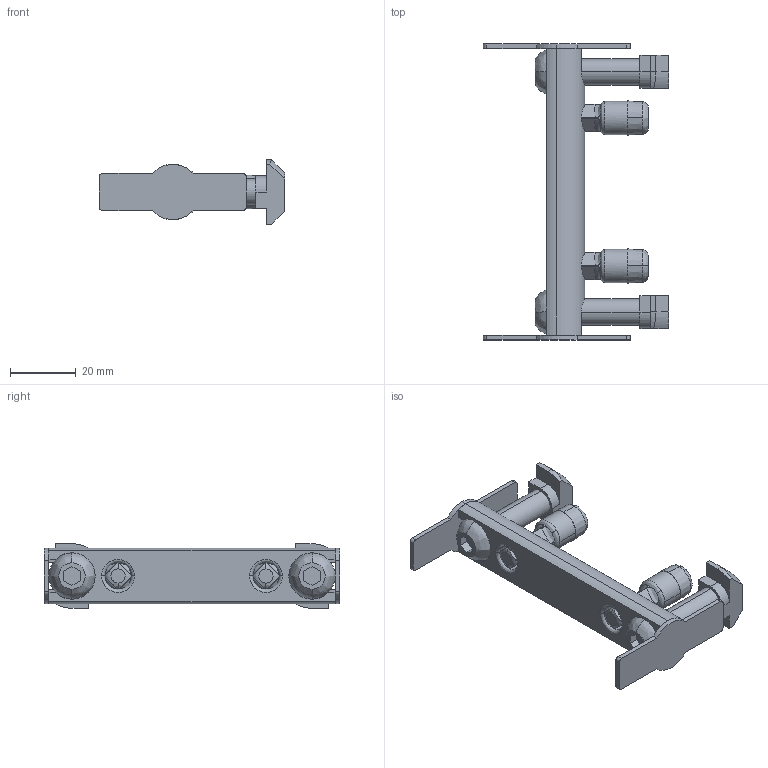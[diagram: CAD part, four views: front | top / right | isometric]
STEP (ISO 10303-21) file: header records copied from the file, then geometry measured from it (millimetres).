
FILE_DESCRIPTION (( 'STEP AP203' ), '1' );
FILE_NAME ('3_842_500_923_Bosch.step', '2024-06-04T13:15:40', ( '' ), ( '' ), 'SwSTEP 2.0', 'SolidWorks 2014', '' );
FILE_SCHEMA (( 'CONFIG_CONTROL_DESIGN' ));
Length unit declared in the file: millimetre
Products named in the file (8): 2_6; 1_6; 5_6; 3_6; 3_842_500_923_Bosch; 6_6; 4_6; 7_6
Assembly tree (7 placements, depth 2):
  3_842_500_923_Bosch
    1_6
    2_6
    3_6
    4_6
    5_6
    6_6
    7_6
Bounding box: 56.27 x 90 x 19.6 mm (x, y, z)
Volume: 22373.3 mm3; surface area: 13654.9 mm2
Topology: 7 solids, 7 shells, 184 faces, 512 edges, 336 vertices
Faces by surface type: plane 89, cylinder 59, bspline 28, cone 8
Entity records: 10450 total; most frequent: CARTESIAN_POINT 5058, ORIENTED_EDGE 1024, DIRECTION 892, EDGE_CURVE 512, VERTEX_POINT 336, AXIS2_PLACEMENT_3D 314, VECTOR 264, LINE 264
